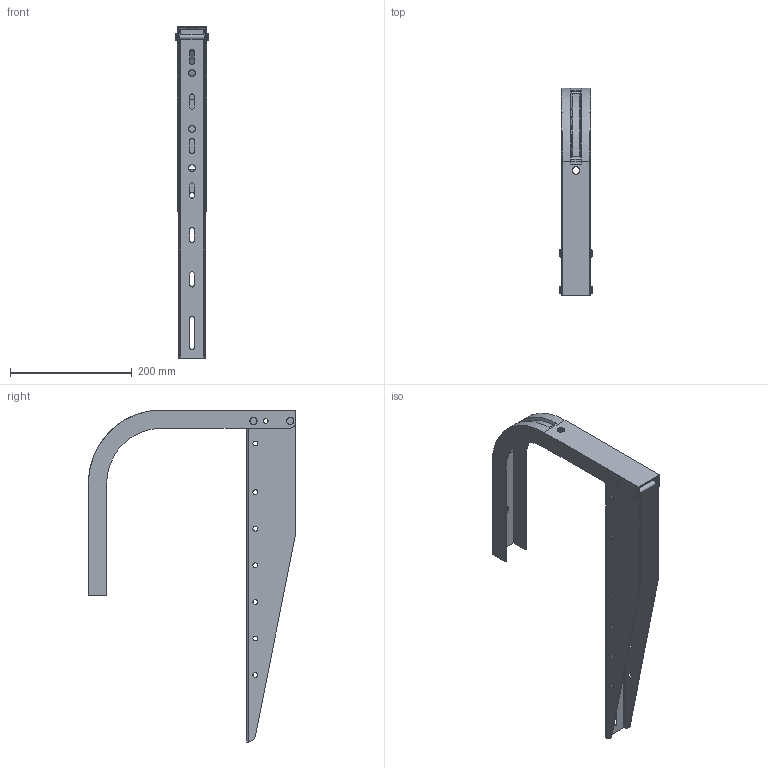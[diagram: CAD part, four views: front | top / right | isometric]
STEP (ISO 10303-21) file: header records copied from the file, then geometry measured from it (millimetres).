
FILE_DESCRIPTION (( 'STEP AP203' ), '1' );
FILE_NAME ('Êîíñîëü ïîòîëî÷íàÿ BBA-20_BBA2050.STEP', '2012-11-22T08:12:45', ( 'Àñååâ' ), ( '' ), 'SwSTEP 2.0', 'SolidWorks 2012', '' );
FILE_SCHEMA (( 'CONFIG_CONTROL_DESIGN' ));
Length unit declared in the file: millimetre
Products named in the file (1): Êîíñîëü ïîòîëî÷íàÿ BBA-20_BBA2050
Bounding box: 53 x 340 x 545 mm (x, y, z)
Volume: 250717.2 mm3; surface area: 294780.7 mm2
Topology: 1 solids, 1 shells, 147 faces, 391 edges, 254 vertices
Faces by surface type: cylinder 70, plane 60, torus 11, cone 4, bspline 2
Full cylindrical faces by diameter (mm): 5.2 x2, 8 x24, 11 x3, 12 x4, 12.5 x2
Entity records: 4542 total; most frequent: CARTESIAN_POINT 820, DIRECTION 755, ORIENTED_EDGE 672, EDGE_CURVE 336, AXIS2_PLACEMENT_3D 295, EDGE_LOOP 272, VERTEX_POINT 244, FACE_OUTER_BOUND 192
